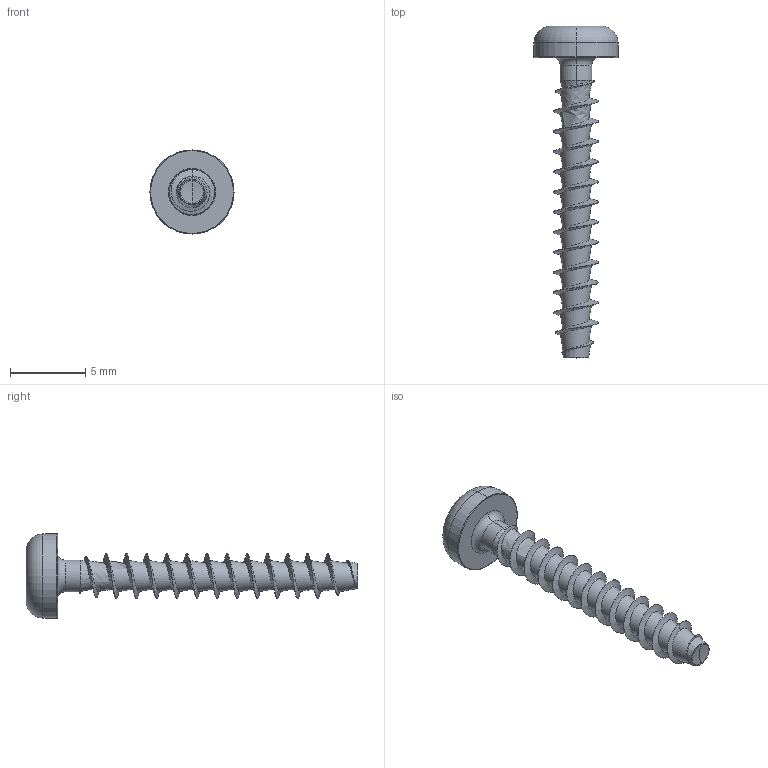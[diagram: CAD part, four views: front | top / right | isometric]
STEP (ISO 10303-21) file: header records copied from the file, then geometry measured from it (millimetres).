
FILE_DESCRIPTION (( 'STEP AP203' ), '1' );
FILE_NAME ('STP39A0300200.STEP', '2017-11-16T16:08:09', ( '' ), ( '' ), 'SwSTEP 2.0', 'SolidWorks 2015', '' );
FILE_SCHEMA (( 'CONFIG_CONTROL_DESIGN' ));
Length unit declared in the file: millimetre
Products named in the file (1): STP39A0300200
Bounding box: 5.6 x 22.1 x 5.6 mm (x, y, z)
Volume: 106 mm3; surface area: 297.7 mm2
Topology: 1 solids, 1 shells, 81 faces, 193 edges, 114 vertices
Faces by surface type: bspline 32, cylinder 25, cone 12, torus 6, sphere 4, plane 2
Entity records: 15673 total; most frequent: CARTESIAN_POINT 13999, ORIENTED_EDGE 382, DIRECTION 261, EDGE_CURVE 191, VERTEX_POINT 114, AXIS2_PLACEMENT_3D 110, B_SPLINE_CURVE_WITH_KNOTS 90, EDGE_LOOP 83
